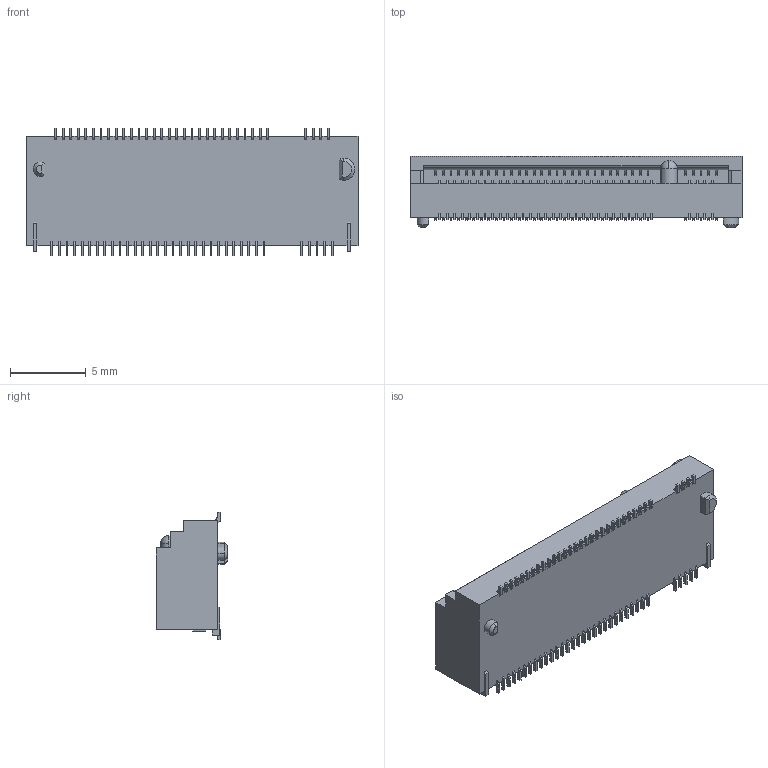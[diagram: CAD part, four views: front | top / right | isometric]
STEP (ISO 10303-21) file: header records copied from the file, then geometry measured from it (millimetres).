
FILE_DESCRIPTION (( 'STEP AP214' ), '1' );
FILE_NAME ('MDT420M01501.STEP', '2023-04-26T11:52:56', ( '' ), ( '' ), 'SwSTEP 2.0', 'SolidWorks 2021', '' );
FILE_SCHEMA (( 'AUTOMOTIVE_DESIGN' ));
Length unit declared in the file: millimetre
Products named in the file (2): MDT420M01501--3DModel-STEP-553182; MDT420M01501
Assembly tree (1 placements, depth 2):
  MDT420M01501
    MDT420M01501--3DModel-STEP-553182
Bounding box: 21.9 x 4.7 x 8.4 mm (x, y, z)
Volume: 529.9 mm3; surface area: 708.5 mm2
Topology: 1 solids, 1 shells, 1360 faces, 4161 edges, 2770 vertices
Faces by surface type: plane 740, cylinder 612, cone 6, sphere 2
Entity records: 46948 total; most frequent: CARTESIAN_POINT 8338, ORIENTED_EDGE 8318, DIRECTION 8114, EDGE_CURVE 4159, VECTOR 2914, LINE 2914, VERTEX_POINT 2770, AXIS2_PLACEMENT_3D 2600
